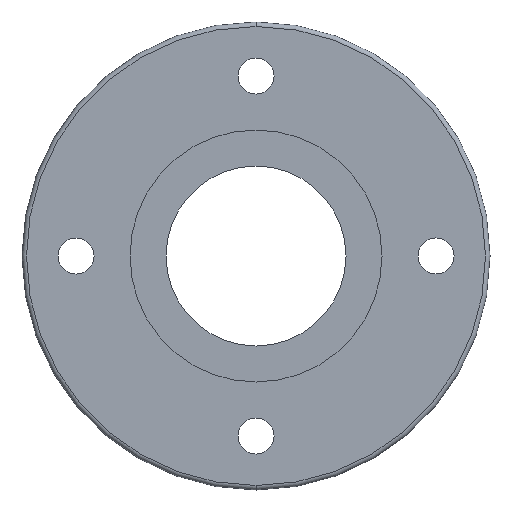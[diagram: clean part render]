
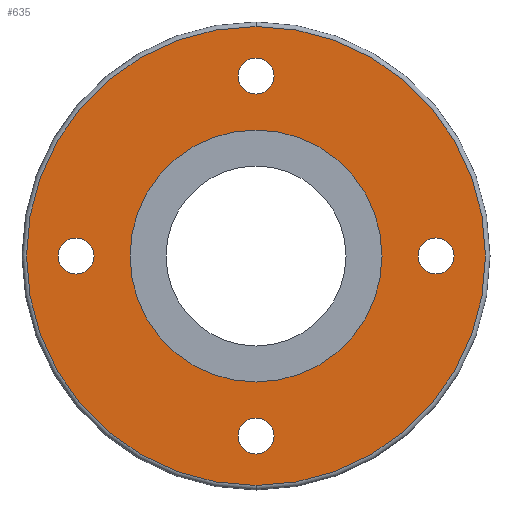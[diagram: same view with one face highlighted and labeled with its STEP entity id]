
A CAD part, front view. The second image highlights one B-rep face of the part: STEP entity #635.
In plain terms, the highlighted planar face has unit normal (0, -1, 0).
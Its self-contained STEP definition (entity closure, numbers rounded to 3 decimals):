
#10 = VERTEX_POINT ( 'NONE', #187 ) ;
#12 = DIRECTION ( 'NONE',  ( 0., 0., -1. ) ) ;
#13 = VERTEX_POINT ( 'NONE', #384 ) ;
#18 = CIRCLE ( 'NONE', #412, 1. ) ;
#20 = CARTESIAN_POINT ( 'NONE',  ( 0., 2.6, 0. ) ) ;
#22 = DIRECTION ( 'NONE',  ( 0., 1., 0. ) ) ;
#26 = EDGE_CURVE ( 'NONE', #543, #441, #135, .T. ) ;
#32 = EDGE_LOOP ( 'NONE', ( #379, #226 ) ) ;
#42 = DIRECTION ( 'NONE',  ( 0., 0., 1. ) ) ;
#43 = VERTEX_POINT ( 'NONE', #192 ) ;
#47 = EDGE_CURVE ( 'NONE', #108, #13, #532, .T. ) ;
#49 = AXIS2_PLACEMENT_3D ( 'NONE', #674, #218, #165 ) ;
#50 = AXIS2_PLACEMENT_3D ( 'NONE', #373, #677, #213 ) ;
#54 = AXIS2_PLACEMENT_3D ( 'NONE', #103, #675, #95 ) ;
#57 = FACE_BOUND ( 'NONE', #228, .T. ) ;
#60 = FACE_BOUND ( 'NONE', #526, .T. ) ;
#70 = EDGE_CURVE ( 'NONE', #515, #397, #148, .T. ) ;
#80 = CARTESIAN_POINT ( 'NONE',  ( 0., 2.6, 12.75 ) ) ;
#90 = CIRCLE ( 'NONE', #49, 1. ) ;
#91 = CARTESIAN_POINT ( 'NONE',  ( 0., 2.6, -10. ) ) ;
#95 = DIRECTION ( 'NONE',  ( 0., 0., 1. ) ) ;
#99 = DIRECTION ( 'NONE',  ( 0., 0., 1. ) ) ;
#103 = CARTESIAN_POINT ( 'NONE',  ( 0., 2.6, -10. ) ) ;
#106 = CARTESIAN_POINT ( 'NONE',  ( 0., 2.6, 10. ) ) ;
#108 = VERTEX_POINT ( 'NONE', #195 ) ;
#109 = FACE_BOUND ( 'NONE', #435, .T. ) ;
#113 = CARTESIAN_POINT ( 'NONE',  ( 0., 2.6, 7. ) ) ;
#114 = AXIS2_PLACEMENT_3D ( 'NONE', #20, #22, #554 ) ;
#121 = DIRECTION ( 'NONE',  ( 1., 0., 0. ) ) ;
#122 = ORIENTED_EDGE ( 'NONE', *, *, #47, .T. ) ;
#130 = CARTESIAN_POINT ( 'NONE',  ( 0., 2.6, 10. ) ) ;
#135 = CIRCLE ( 'NONE', #288, 12.75 ) ;
#136 = CIRCLE ( 'NONE', #546, 1. ) ;
#141 = EDGE_LOOP ( 'NONE', ( #626, #619 ) ) ;
#148 = CIRCLE ( 'NONE', #54, 1. ) ;
#157 = ORIENTED_EDGE ( 'NONE', *, *, #622, .T. ) ;
#165 = DIRECTION ( 'NONE',  ( -1., 0., 0. ) ) ;
#184 = DIRECTION ( 'NONE',  ( 0., 1., 0. ) ) ;
#187 = CARTESIAN_POINT ( 'NONE',  ( -11., 2.6, 0. ) ) ;
#192 = CARTESIAN_POINT ( 'NONE',  ( 0., 2.6, -7. ) ) ;
#195 = CARTESIAN_POINT ( 'NONE',  ( 11., 2.6, 0. ) ) ;
#198 = EDGE_CURVE ( 'NONE', #441, #543, #352, .T. ) ;
#208 = VERTEX_POINT ( 'NONE', #113 ) ;
#209 = DIRECTION ( 'NONE',  ( 0., 1., 0. ) ) ;
#213 = DIRECTION ( 'NONE',  ( 1., 0., 0. ) ) ;
#215 = AXIS2_PLACEMENT_3D ( 'NONE', #130, #184, #336 ) ;
#218 = DIRECTION ( 'NONE',  ( 0., 1., 0. ) ) ;
#220 = EDGE_CURVE ( 'NONE', #10, #539, #136, .T. ) ;
#226 = ORIENTED_EDGE ( 'NONE', *, *, #70, .T. ) ;
#228 = EDGE_LOOP ( 'NONE', ( #536, #122 ) ) ;
#240 = CARTESIAN_POINT ( 'NONE',  ( 0., 2.6, 9. ) ) ;
#243 = EDGE_CURVE ( 'NONE', #593, #298, #18, .T. ) ;
#256 = DIRECTION ( 'NONE',  ( 0., -1., 0. ) ) ;
#264 = DIRECTION ( 'NONE',  ( 0., 0., 1. ) ) ;
#283 = CARTESIAN_POINT ( 'NONE',  ( 0., 2.6, 0. ) ) ;
#288 = AXIS2_PLACEMENT_3D ( 'NONE', #283, #256, #42 ) ;
#295 = AXIS2_PLACEMENT_3D ( 'NONE', #91, #450, #658 ) ;
#298 = VERTEX_POINT ( 'NONE', #605 ) ;
#302 = ORIENTED_EDGE ( 'NONE', *, *, #220, .T. ) ;
#311 = CARTESIAN_POINT ( 'NONE',  ( 0., 2.6, 0. ) ) ;
#319 = AXIS2_PLACEMENT_3D ( 'NONE', #613, #345, #99 ) ;
#324 = EDGE_CURVE ( 'NONE', #298, #593, #630, .T. ) ;
#336 = DIRECTION ( 'NONE',  ( 0., 0., -1. ) ) ;
#337 = CIRCLE ( 'NONE', #50, 1. ) ;
#343 = CARTESIAN_POINT ( 'NONE',  ( 0., 2.6, -11. ) ) ;
#345 = DIRECTION ( 'NONE',  ( 0., 1., 0. ) ) ;
#346 = DIRECTION ( 'NONE',  ( 0., 1., 0. ) ) ;
#348 = CIRCLE ( 'NONE', #114, 7. ) ;
#352 = CIRCLE ( 'NONE', #389, 12.75 ) ;
#372 = ORIENTED_EDGE ( 'NONE', *, *, #243, .T. ) ;
#373 = CARTESIAN_POINT ( 'NONE',  ( -10., 2.6, 0. ) ) ;
#377 = PLANE ( 'NONE',  #432 ) ;
#379 = ORIENTED_EDGE ( 'NONE', *, *, #498, .T. ) ;
#384 = CARTESIAN_POINT ( 'NONE',  ( 9., 2.6, 0. ) ) ;
#387 = AXIS2_PLACEMENT_3D ( 'NONE', #570, #346, #615 ) ;
#389 = AXIS2_PLACEMENT_3D ( 'NONE', #578, #472, #264 ) ;
#393 = EDGE_CURVE ( 'NONE', #208, #43, #348, .T. ) ;
#396 = CIRCLE ( 'NONE', #295, 1. ) ;
#397 = VERTEX_POINT ( 'NONE', #547 ) ;
#412 = AXIS2_PLACEMENT_3D ( 'NONE', #106, #522, #12 ) ;
#421 = DIRECTION ( 'NONE',  ( 0., 1., 0. ) ) ;
#427 = FACE_BOUND ( 'NONE', #500, .T. ) ;
#432 = AXIS2_PLACEMENT_3D ( 'NONE', #311, #209, #633 ) ;
#435 = EDGE_LOOP ( 'NONE', ( #372, #507 ) ) ;
#441 = VERTEX_POINT ( 'NONE', #80 ) ;
#449 = ORIENTED_EDGE ( 'NONE', *, *, #393, .T. ) ;
#450 = DIRECTION ( 'NONE',  ( 0., 1., 0. ) ) ;
#472 = DIRECTION ( 'NONE',  ( 0., -1., 0. ) ) ;
#498 = EDGE_CURVE ( 'NONE', #397, #515, #396, .T. ) ;
#500 = EDGE_LOOP ( 'NONE', ( #549, #449 ) ) ;
#507 = ORIENTED_EDGE ( 'NONE', *, *, #324, .T. ) ;
#515 = VERTEX_POINT ( 'NONE', #343 ) ;
#522 = DIRECTION ( 'NONE',  ( 0., 1., 0. ) ) ;
#526 = EDGE_LOOP ( 'NONE', ( #157, #302 ) ) ;
#532 = CIRCLE ( 'NONE', #387, 1. ) ;
#534 = EDGE_CURVE ( 'NONE', #43, #208, #596, .T. ) ;
#536 = ORIENTED_EDGE ( 'NONE', *, *, #649, .T. ) ;
#539 = VERTEX_POINT ( 'NONE', #617 ) ;
#543 = VERTEX_POINT ( 'NONE', #669 ) ;
#546 = AXIS2_PLACEMENT_3D ( 'NONE', #592, #421, #121 ) ;
#547 = CARTESIAN_POINT ( 'NONE',  ( 0., 2.6, -9. ) ) ;
#549 = ORIENTED_EDGE ( 'NONE', *, *, #534, .T. ) ;
#554 = DIRECTION ( 'NONE',  ( 0., 0., 1. ) ) ;
#570 = CARTESIAN_POINT ( 'NONE',  ( 10., 2.6, 0. ) ) ;
#577 = FACE_OUTER_BOUND ( 'NONE', #141, .T. ) ;
#578 = CARTESIAN_POINT ( 'NONE',  ( 0., 2.6, 0. ) ) ;
#585 = FACE_BOUND ( 'NONE', #32, .T. ) ;
#592 = CARTESIAN_POINT ( 'NONE',  ( -10., 2.6, 0. ) ) ;
#593 = VERTEX_POINT ( 'NONE', #240 ) ;
#596 = CIRCLE ( 'NONE', #319, 7. ) ;
#605 = CARTESIAN_POINT ( 'NONE',  ( 0., 2.6, 11. ) ) ;
#613 = CARTESIAN_POINT ( 'NONE',  ( 0., 2.6, 0. ) ) ;
#615 = DIRECTION ( 'NONE',  ( -1., 0., 0. ) ) ;
#617 = CARTESIAN_POINT ( 'NONE',  ( -9., 2.6, 0. ) ) ;
#619 = ORIENTED_EDGE ( 'NONE', *, *, #26, .T. ) ;
#622 = EDGE_CURVE ( 'NONE', #539, #10, #337, .T. ) ;
#626 = ORIENTED_EDGE ( 'NONE', *, *, #198, .T. ) ;
#630 = CIRCLE ( 'NONE', #215, 1. ) ;
#633 = DIRECTION ( 'NONE',  ( 0., 0., 1. ) ) ;
#635 = ADVANCED_FACE ( 'NONE', ( #577, #109, #60, #57, #585, #427 ), #377, .F. ) ;
#649 = EDGE_CURVE ( 'NONE', #13, #108, #90, .T. ) ;
#658 = DIRECTION ( 'NONE',  ( 0., 0., 1. ) ) ;
#669 = CARTESIAN_POINT ( 'NONE',  ( 0., 2.6, -12.75 ) ) ;
#674 = CARTESIAN_POINT ( 'NONE',  ( 10., 2.6, 0. ) ) ;
#675 = DIRECTION ( 'NONE',  ( 0., 1., 0. ) ) ;
#677 = DIRECTION ( 'NONE',  ( 0., 1., 0. ) ) ;
